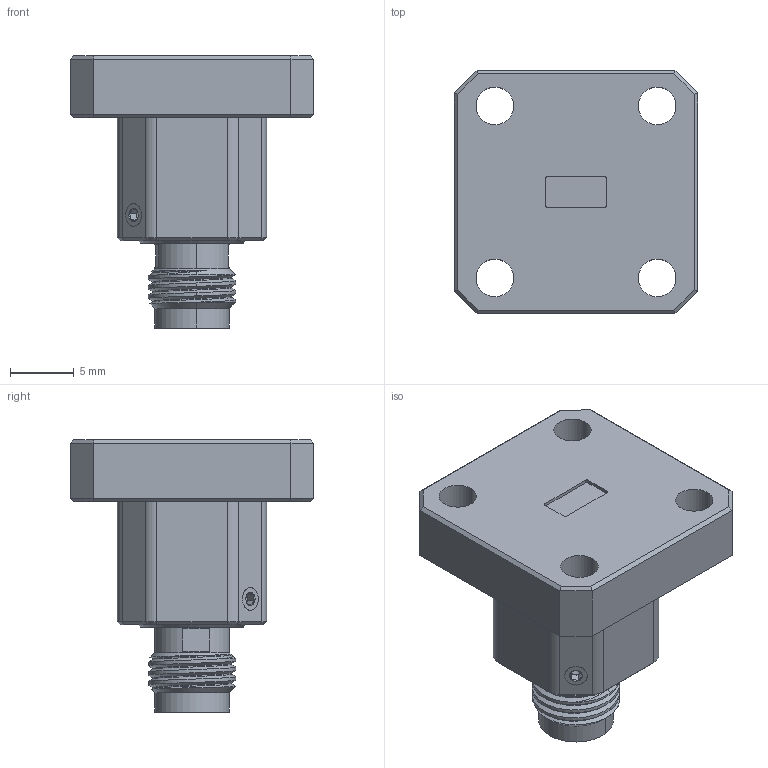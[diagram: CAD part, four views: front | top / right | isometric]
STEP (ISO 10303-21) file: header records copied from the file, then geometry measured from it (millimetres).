
FILE_DESCRIPTION (( 'STEP AP203' ), '1' );
FILE_NAME ('SWC-19VF-E1-599.STEP', '2023-08-29T23:04:47', ( '' ), ( '' ), 'SwSTEP 2.0', 'SolidWorks 2021', '' );
FILE_SCHEMA (( 'CONFIG_CONTROL_DESIGN' ));
Length unit declared in the file: inch
Products named in the file (1): SWC-19VF-E1-599
Bounding box: 19.05 x 19.05 x 21.3 mm (x, y, z)
Volume: 2922.5 mm3; surface area: 1764.3 mm2
Topology: 1 solids, 2 shells, 149 faces, 354 edges, 215 vertices
Faces by surface type: plane 70, cylinder 47, cone 30, bspline 2
Entity records: 5049 total; most frequent: CARTESIAN_POINT 1590, ORIENTED_EDGE 704, DIRECTION 700, EDGE_CURVE 352, AXIS2_PLACEMENT_3D 249, VERTEX_POINT 215, VECTOR 202, LINE 202
